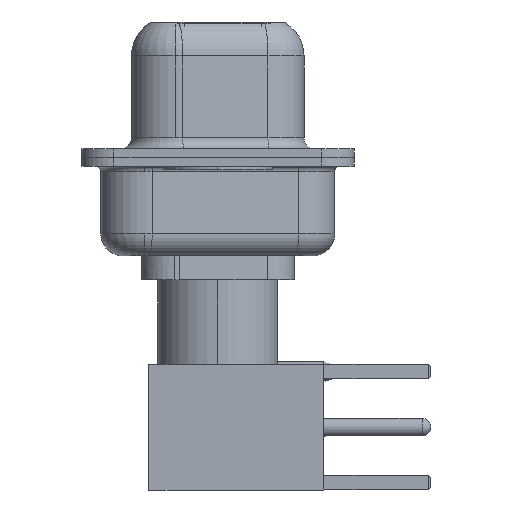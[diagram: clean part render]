
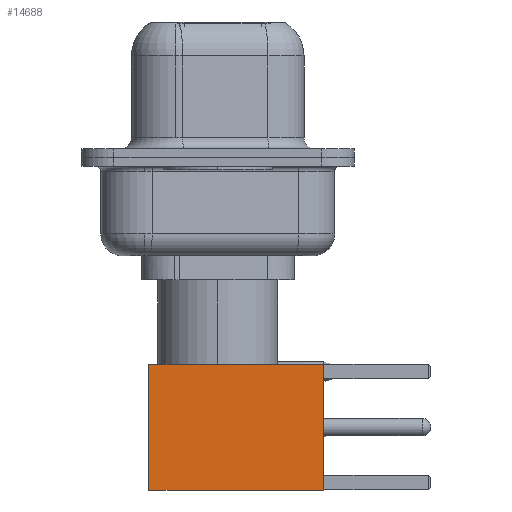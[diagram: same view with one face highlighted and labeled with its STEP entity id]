
A CAD part, left-side view. The second image highlights one B-rep face of the part: STEP entity #14688.
In plain terms, the highlighted face is planar.
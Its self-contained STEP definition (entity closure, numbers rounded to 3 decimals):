
#699 = CARTESIAN_POINT ( 'NONE',  ( 2.875, 2.875, 0. ) ) ;
#743 = AXIS2_PLACEMENT_3D ( 'NONE', #699, #18785, #6697 ) ;
#1396 = CARTESIAN_POINT ( 'NONE',  ( 0., 2.875, 8. ) ) ;
#2709 = CARTESIAN_POINT ( 'NONE',  ( -2.875, 2.875, 0. ) ) ;
#3118 = CARTESIAN_POINT ( 'NONE',  ( 2.875, 2.875, 0. ) ) ;
#3193 = VERTEX_POINT ( 'NONE', #8642 ) ;
#3211 = DIRECTION ( 'NONE',  ( 0., 0., -1. ) ) ;
#3618 = EDGE_CURVE ( 'NONE', #18296, #3193, #4172, .T. ) ;
#4172 = LINE ( 'NONE', #2709, #7702 ) ;
#6051 = DIRECTION ( 'NONE',  ( -1., 0., 0. ) ) ;
#6697 = DIRECTION ( 'NONE',  ( 0., 0., 1. ) ) ;
#7483 = VERTEX_POINT ( 'NONE', #14697 ) ;
#7702 = VECTOR ( 'NONE', #16167, 1000. ) ;
#8642 = CARTESIAN_POINT ( 'NONE',  ( -2.875, 2.875, 0. ) ) ;
#8927 = EDGE_CURVE ( 'NONE', #16010, #7483, #9385, .T. ) ;
#9035 = CARTESIAN_POINT ( 'NONE',  ( -2.875, 2.875, 8. ) ) ;
#9146 = ORIENTED_EDGE ( 'NONE', *, *, #17769, .F. ) ;
#9385 = LINE ( 'NONE', #3118, #11046 ) ;
#10438 = LINE ( 'NONE', #1396, #10875 ) ;
#10875 = VECTOR ( 'NONE', #12190, 1000. ) ;
#11046 = VECTOR ( 'NONE', #3211, 1000. ) ;
#12190 = DIRECTION ( 'NONE',  ( -1., 0., 0. ) ) ;
#12413 = EDGE_CURVE ( 'NONE', #7483, #3193, #13511, .T. ) ;
#12806 = ORIENTED_EDGE ( 'NONE', *, *, #3618, .F. ) ;
#13511 = LINE ( 'NONE', #16559, #14167 ) ;
#14053 = FACE_OUTER_BOUND ( 'NONE', #18524, .T. ) ;
#14167 = VECTOR ( 'NONE', #6051, 1000. ) ;
#14688 = ADVANCED_FACE ( 'NONE', ( #14053 ), #17207, .T. ) ;
#14697 = CARTESIAN_POINT ( 'NONE',  ( 2.875, 2.875, 0. ) ) ;
#15673 = ORIENTED_EDGE ( 'NONE', *, *, #8927, .T. ) ;
#16010 = VERTEX_POINT ( 'NONE', #16625 ) ;
#16167 = DIRECTION ( 'NONE',  ( 0., 0., -1. ) ) ;
#16559 = CARTESIAN_POINT ( 'NONE',  ( 0., 2.875, 0. ) ) ;
#16625 = CARTESIAN_POINT ( 'NONE',  ( 2.875, 2.875, 8. ) ) ;
#17207 = PLANE ( 'NONE',  #743 ) ;
#17432 = ORIENTED_EDGE ( 'NONE', *, *, #12413, .T. ) ;
#17769 = EDGE_CURVE ( 'NONE', #16010, #18296, #10438, .T. ) ;
#18296 = VERTEX_POINT ( 'NONE', #9035 ) ;
#18524 = EDGE_LOOP ( 'NONE', ( #15673, #17432, #12806, #9146 ) ) ;
#18785 = DIRECTION ( 'NONE',  ( 0., 1., 0. ) ) ;
